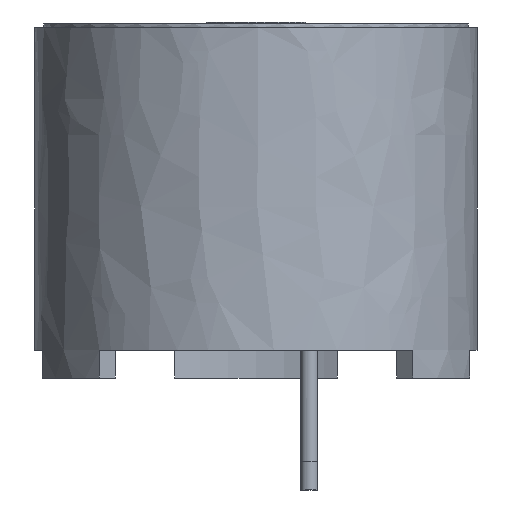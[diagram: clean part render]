
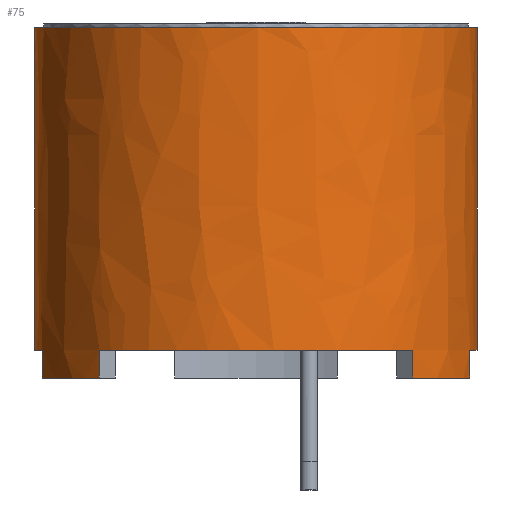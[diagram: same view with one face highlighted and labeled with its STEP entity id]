
A CAD part, left-side view. The second image highlights one B-rep face of the part: STEP entity #75.
In plain terms, the highlighted free-form (B-spline) face has degree [2, 1] with [9, 2] control points.
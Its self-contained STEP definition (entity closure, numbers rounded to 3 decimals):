
#75=ADVANCED_FACE('',(#129),#864,.T.);
#129=FACE_OUTER_BOUND('',#190,.T.);
#190=EDGE_LOOP('',(#443,#444,#445,#446,#447,#448,#449,#450,#451,#452,#453,
#454));
#443=ORIENTED_EDGE('',*,*,#480,.F.);
#444=ORIENTED_EDGE('',*,*,#571,.T.);
#445=ORIENTED_EDGE('',*,*,#486,.F.);
#446=ORIENTED_EDGE('',*,*,#584,.F.);
#447=ORIENTED_EDGE('',*,*,#574,.F.);
#448=ORIENTED_EDGE('',*,*,#585,.T.);
#449=ORIENTED_EDGE('',*,*,#576,.F.);
#450=ORIENTED_EDGE('',*,*,#586,.F.);
#451=ORIENTED_EDGE('',*,*,#580,.F.);
#452=ORIENTED_EDGE('',*,*,#587,.T.);
#453=ORIENTED_EDGE('',*,*,#582,.F.);
#454=ORIENTED_EDGE('',*,*,#588,.F.);
#480=EDGE_CURVE('',#750,#751,#599,.T.);
#486=EDGE_CURVE('',#754,#755,#602,.T.);
#571=EDGE_CURVE('',#750,#755,#717,.T.);
#574=EDGE_CURVE('',#807,#741,#665,.T.);
#576=EDGE_CURVE('',#742,#808,#667,.T.);
#580=EDGE_CURVE('',#809,#744,#671,.T.);
#582=EDGE_CURVE('',#743,#810,#673,.T.);
#584=EDGE_CURVE('',#741,#754,#718,.T.);
#585=EDGE_CURVE('',#807,#808,#719,.T.);
#586=EDGE_CURVE('',#744,#742,#720,.T.);
#587=EDGE_CURVE('',#809,#810,#721,.T.);
#588=EDGE_CURVE('',#751,#743,#722,.T.);
#599=B_SPLINE_CURVE_WITH_KNOTS('',1,(#1557,#1558),.UNSPECIFIED.,.F.,.F.,
(2,2),(0.,8.75),.UNSPECIFIED.);
#602=B_SPLINE_CURVE_WITH_KNOTS('',1,(#1572,#1573),.UNSPECIFIED.,.F.,.F.,
(2,2),(-8.75,0.),.UNSPECIFIED.);
#665=B_SPLINE_CURVE_WITH_KNOTS('',1,(#1799,#1800),.UNSPECIFIED.,.F.,.F.,
(2,2),(-0.75,0.),.UNSPECIFIED.);
#667=B_SPLINE_CURVE_WITH_KNOTS('',1,(#1803,#1804),.UNSPECIFIED.,.F.,.F.,
(2,2),(-0.75,0.),.UNSPECIFIED.);
#671=B_SPLINE_CURVE_WITH_KNOTS('',1,(#1811,#1812),.UNSPECIFIED.,.F.,.F.,
(2,2),(-0.75,0.),.UNSPECIFIED.);
#673=B_SPLINE_CURVE_WITH_KNOTS('',1,(#1815,#1816),.UNSPECIFIED.,.F.,.F.,
(2,2),(-0.75,0.),.UNSPECIFIED.);
#717=(
BOUNDED_CURVE()
B_SPLINE_CURVE(2,(#1790,#1791,#1792,#1793,#1794),.UNSPECIFIED.,.F.,.F.)
B_SPLINE_CURVE_WITH_KNOTS((3,2,3),(0.,9.425,18.85),
 .UNSPECIFIED.)
CURVE()
GEOMETRIC_REPRESENTATION_ITEM()
RATIONAL_B_SPLINE_CURVE((1.,0.707,1.,0.707,1.))
REPRESENTATION_ITEM('')
);
#718=(
BOUNDED_CURVE()
B_SPLINE_CURVE(2,(#1819,#1820,#1821),.UNSPECIFIED.,.F.,.F.)
B_SPLINE_CURVE_WITH_KNOTS((3,3),(-1.571,0.),.UNSPECIFIED.)
CURVE()
GEOMETRIC_REPRESENTATION_ITEM()
RATIONAL_B_SPLINE_CURVE((1.,0.991,1.))
REPRESENTATION_ITEM('')
);
#719=(
BOUNDED_CURVE()
B_SPLINE_CURVE(2,(#1822,#1823,#1824),.UNSPECIFIED.,.F.,.F.)
B_SPLINE_CURVE_WITH_KNOTS((3,3),(0.,3.142),.UNSPECIFIED.)
CURVE()
GEOMETRIC_REPRESENTATION_ITEM()
RATIONAL_B_SPLINE_CURVE((1.,0.966,1.))
REPRESENTATION_ITEM('')
);
#720=(
BOUNDED_CURVE()
B_SPLINE_CURVE(2,(#1825,#1826,#1827),.UNSPECIFIED.,.F.,.F.)
B_SPLINE_CURVE_WITH_KNOTS((3,3),(-9.425,0.),.UNSPECIFIED.)
CURVE()
GEOMETRIC_REPRESENTATION_ITEM()
RATIONAL_B_SPLINE_CURVE((1.,0.707,1.))
REPRESENTATION_ITEM('')
);
#721=(
BOUNDED_CURVE()
B_SPLINE_CURVE(2,(#1828,#1829,#1830),.UNSPECIFIED.,.F.,.F.)
B_SPLINE_CURVE_WITH_KNOTS((3,3),(0.,3.142),.UNSPECIFIED.)
CURVE()
GEOMETRIC_REPRESENTATION_ITEM()
RATIONAL_B_SPLINE_CURVE((1.,0.966,1.))
REPRESENTATION_ITEM('')
);
#722=(
BOUNDED_CURVE()
B_SPLINE_CURVE(2,(#1831,#1832,#1833),.UNSPECIFIED.,.F.,.F.)
B_SPLINE_CURVE_WITH_KNOTS((3,3),(0.,1.571),.UNSPECIFIED.)
CURVE()
GEOMETRIC_REPRESENTATION_ITEM()
RATIONAL_B_SPLINE_CURVE((1.,0.991,1.))
REPRESENTATION_ITEM('')
);
#741=VERTEX_POINT('',#1386);
#742=VERTEX_POINT('',#1387);
#743=VERTEX_POINT('',#1388);
#744=VERTEX_POINT('',#1389);
#750=VERTEX_POINT('',#1395);
#751=VERTEX_POINT('',#1396);
#754=VERTEX_POINT('',#1399);
#755=VERTEX_POINT('',#1400);
#807=VERTEX_POINT('',#1452);
#808=VERTEX_POINT('',#1453);
#809=VERTEX_POINT('',#1454);
#810=VERTEX_POINT('',#1455);
#864=(
BOUNDED_SURFACE()
B_SPLINE_SURFACE(2,1,((#1350,#1351),(#1352,#1353),(#1354,#1355),(#1356,
#1357),(#1358,#1359),(#1360,#1361),(#1362,#1363),(#1364,#1365),(#1366,#1367)),
 .UNSPECIFIED.,.T.,.F.,.F.)
B_SPLINE_SURFACE_WITH_KNOTS((3,2,2,2,3),(2,2),(0.,1.571,3.142,
4.712,6.283),(0.,11.402),.UNSPECIFIED.)
GEOMETRIC_REPRESENTATION_ITEM()
RATIONAL_B_SPLINE_SURFACE(((1.,1.),(0.707,0.707),
(1.,1.),(0.707,0.707),(1.,1.),(0.707,
0.707),(1.,1.),(0.707,0.707),(1.,1.)))
REPRESENTATION_ITEM('')
SURFACE()
);
#1350=CARTESIAN_POINT('',(4.1,2.2,15.252));
#1351=CARTESIAN_POINT('',(4.1,2.2,0.239));
#1352=CARTESIAN_POINT('',(4.1,-5.7,15.252));
#1353=CARTESIAN_POINT('',(4.1,-5.7,0.239));
#1354=CARTESIAN_POINT('',(-3.8,-5.7,15.252));
#1355=CARTESIAN_POINT('',(-3.8,-5.7,0.239));
#1356=CARTESIAN_POINT('',(-11.7,-5.7,15.252));
#1357=CARTESIAN_POINT('',(-11.7,-5.7,0.239));
#1358=CARTESIAN_POINT('',(-11.7,2.2,15.252));
#1359=CARTESIAN_POINT('',(-11.7,2.2,0.239));
#1360=CARTESIAN_POINT('',(-11.7,10.1,15.252));
#1361=CARTESIAN_POINT('',(-11.7,10.1,0.239));
#1362=CARTESIAN_POINT('',(-3.8,10.1,15.252));
#1363=CARTESIAN_POINT('',(-3.8,10.1,0.239));
#1364=CARTESIAN_POINT('',(4.1,10.1,15.252));
#1365=CARTESIAN_POINT('',(4.1,10.1,0.239));
#1366=CARTESIAN_POINT('',(4.1,2.2,15.252));
#1367=CARTESIAN_POINT('',(4.1,2.2,0.239));
#1386=CARTESIAN_POINT('',(-5.845,9.831,2.479));
#1387=CARTESIAN_POINT('',(-9.386,7.786,2.479));
#1388=CARTESIAN_POINT('',(-5.845,-5.431,2.479));
#1389=CARTESIAN_POINT('',(-9.386,-3.386,2.479));
#1395=CARTESIAN_POINT('',(-3.8,-5.7,14.));
#1396=CARTESIAN_POINT('',(-3.8,-5.7,2.479));
#1399=CARTESIAN_POINT('',(-3.8,10.1,2.479));
#1400=CARTESIAN_POINT('',(-3.8,10.1,14.));
#1452=CARTESIAN_POINT('',(-5.845,9.831,1.492));
#1453=CARTESIAN_POINT('',(-9.386,7.786,1.492));
#1454=CARTESIAN_POINT('',(-9.386,-3.386,1.492));
#1455=CARTESIAN_POINT('',(-5.845,-5.431,1.492));
#1557=CARTESIAN_POINT('',(-3.8,-5.7,14.));
#1558=CARTESIAN_POINT('',(-3.8,-5.7,2.479));
#1572=CARTESIAN_POINT('',(-3.8,10.1,2.479));
#1573=CARTESIAN_POINT('',(-3.8,10.1,14.));
#1790=CARTESIAN_POINT('',(-3.8,-5.7,14.));
#1791=CARTESIAN_POINT('',(-11.7,-5.7,14.));
#1792=CARTESIAN_POINT('',(-11.7,2.2,14.));
#1793=CARTESIAN_POINT('',(-11.7,10.1,14.));
#1794=CARTESIAN_POINT('',(-3.8,10.1,14.));
#1799=CARTESIAN_POINT('',(-5.845,9.831,1.492));
#1800=CARTESIAN_POINT('',(-5.845,9.831,2.479));
#1803=CARTESIAN_POINT('',(-9.386,7.786,2.479));
#1804=CARTESIAN_POINT('',(-9.386,7.786,1.492));
#1811=CARTESIAN_POINT('',(-9.386,-3.386,1.492));
#1812=CARTESIAN_POINT('',(-9.386,-3.386,2.479));
#1815=CARTESIAN_POINT('',(-5.845,-5.431,2.479));
#1816=CARTESIAN_POINT('',(-5.845,-5.431,1.492));
#1819=CARTESIAN_POINT('',(-5.845,9.831,2.479));
#1820=CARTESIAN_POINT('',(-4.84,10.1,2.479));
#1821=CARTESIAN_POINT('',(-3.8,10.1,2.479));
#1822=CARTESIAN_POINT('',(-5.845,9.831,1.492));
#1823=CARTESIAN_POINT('',(-7.889,9.283,1.492));
#1824=CARTESIAN_POINT('',(-9.386,7.786,1.492));
#1825=CARTESIAN_POINT('',(-9.386,-3.386,2.479));
#1826=CARTESIAN_POINT('',(-14.972,2.2,2.479));
#1827=CARTESIAN_POINT('',(-9.386,7.786,2.479));
#1828=CARTESIAN_POINT('',(-9.386,-3.386,1.492));
#1829=CARTESIAN_POINT('',(-7.889,-4.883,1.492));
#1830=CARTESIAN_POINT('',(-5.845,-5.431,1.492));
#1831=CARTESIAN_POINT('',(-3.8,-5.7,2.479));
#1832=CARTESIAN_POINT('',(-4.84,-5.7,2.479));
#1833=CARTESIAN_POINT('',(-5.845,-5.431,2.479));
